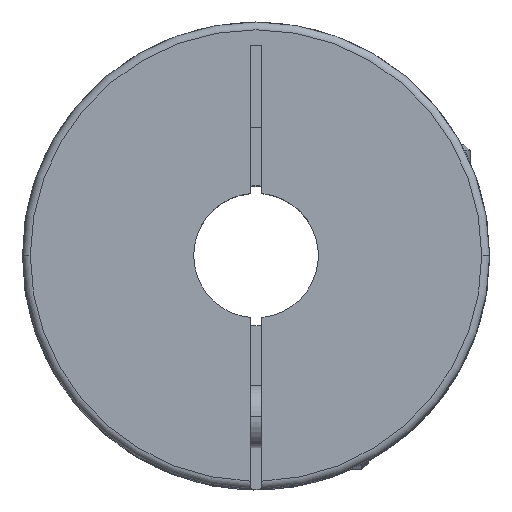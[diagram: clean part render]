
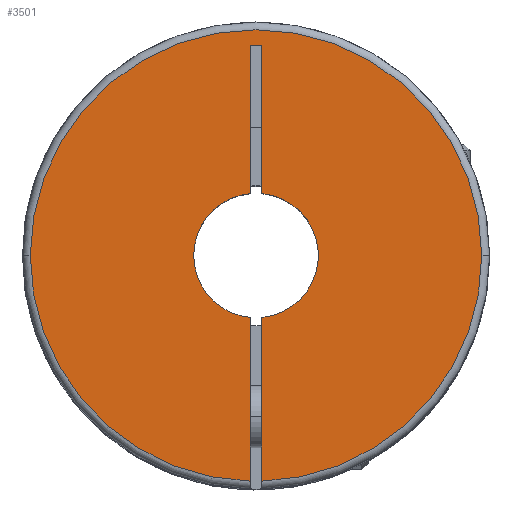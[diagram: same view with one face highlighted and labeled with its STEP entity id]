
A CAD part, top view. The second image highlights one B-rep face of the part: STEP entity #3501.
In plain terms, the highlighted planar face has unit normal (0, 0, 1).
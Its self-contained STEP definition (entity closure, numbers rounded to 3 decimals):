
#32 = DIRECTION ( 'NONE',  ( 0., 0., -1. ) ) ;
#44 = ORIENTED_EDGE ( 'NONE', *, *, #2979, .F. ) ;
#98 = DIRECTION ( 'NONE',  ( 0., 1., 0. ) ) ;
#162 = CARTESIAN_POINT ( 'NONE',  ( -0.75, 27., 0. ) ) ;
#180 = CARTESIAN_POINT ( 'NONE',  ( 0., 0., 0. ) ) ;
#181 = VERTEX_POINT ( 'NONE', #536 ) ;
#186 = CARTESIAN_POINT ( 'NONE',  ( -8., 0., 0. ) ) ;
#208 = AXIS2_PLACEMENT_3D ( 'NONE', #223, #3274, #1738 ) ;
#223 = CARTESIAN_POINT ( 'NONE',  ( 0., 0., 0. ) ) ;
#365 = DIRECTION ( 'NONE',  ( -1., 0., 0. ) ) ;
#415 = DIRECTION ( 'NONE',  ( 0., 1., 0. ) ) ;
#441 = VERTEX_POINT ( 'NONE', #491 ) ;
#444 = VERTEX_POINT ( 'NONE', #186 ) ;
#476 = VERTEX_POINT ( 'NONE', #2317 ) ;
#491 = CARTESIAN_POINT ( 'NONE',  ( 0.75, -7.965, 0. ) ) ;
#524 = ORIENTED_EDGE ( 'NONE', *, *, #2325, .T. ) ;
#536 = CARTESIAN_POINT ( 'NONE',  ( 0.75, -28.99, 0. ) ) ;
#541 = DIRECTION ( 'NONE',  ( 0., 0., -1. ) ) ;
#565 = VERTEX_POINT ( 'NONE', #2126 ) ;
#588 = CARTESIAN_POINT ( 'NONE',  ( -0.75, 27., 0. ) ) ;
#595 = VECTOR ( 'NONE', #415, 1000. ) ;
#609 = VECTOR ( 'NONE', #1277, 1000. ) ;
#657 = CIRCLE ( 'NONE', #3759, 29. ) ;
#681 = CIRCLE ( 'NONE', #3528, 29. ) ;
#780 = CARTESIAN_POINT ( 'NONE',  ( 0.75, 7.965, 0. ) ) ;
#782 = CIRCLE ( 'NONE', #1871, 8. ) ;
#787 = LINE ( 'NONE', #162, #2085 ) ;
#846 = CARTESIAN_POINT ( 'NONE',  ( 0.75, 27., 0. ) ) ;
#869 = AXIS2_PLACEMENT_3D ( 'NONE', #2697, #1183, #3934 ) ;
#938 = CARTESIAN_POINT ( 'NONE',  ( 0.75, 27., 0. ) ) ;
#972 = VECTOR ( 'NONE', #98, 1000. ) ;
#974 = CARTESIAN_POINT ( 'NONE',  ( 0., 0., 0. ) ) ;
#1028 = CARTESIAN_POINT ( 'NONE',  ( -0.75, -28.99, 0. ) ) ;
#1168 = DIRECTION ( 'NONE',  ( -1., 0., 0. ) ) ;
#1174 = EDGE_CURVE ( 'NONE', #1955, #181, #657, .T. ) ;
#1183 = DIRECTION ( 'NONE',  ( 0., 0., -1. ) ) ;
#1275 = VERTEX_POINT ( 'NONE', #780 ) ;
#1277 = DIRECTION ( 'NONE',  ( -1., 0., 0. ) ) ;
#1283 = CARTESIAN_POINT ( 'NONE',  ( 0.75, -30., 0. ) ) ;
#1322 = LINE ( 'NONE', #2514, #2413 ) ;
#1500 = PLANE ( 'NONE',  #208 ) ;
#1583 = DIRECTION ( 'NONE',  ( 0., 0., -1. ) ) ;
#1590 = EDGE_CURVE ( 'NONE', #1824, #476, #1322, .T. ) ;
#1638 = LINE ( 'NONE', #3821, #972 ) ;
#1670 = DIRECTION ( 'NONE',  ( -1., 0., 0. ) ) ;
#1709 = ORIENTED_EDGE ( 'NONE', *, *, #1590, .F. ) ;
#1738 = DIRECTION ( 'NONE',  ( 0., -1., 0. ) ) ;
#1745 = DIRECTION ( 'NONE',  ( 0., 0., -1. ) ) ;
#1778 = EDGE_LOOP ( 'NONE', ( #2225, #2542, #2034, #2952, #1709, #2231, #3094, #524, #1859, #2220, #44 ) ) ;
#1799 = FACE_OUTER_BOUND ( 'NONE', #1778, .T. ) ;
#1824 = VERTEX_POINT ( 'NONE', #588 ) ;
#1859 = ORIENTED_EDGE ( 'NONE', *, *, #3686, .F. ) ;
#1871 = AXIS2_PLACEMENT_3D ( 'NONE', #180, #3881, #3033 ) ;
#1955 = VERTEX_POINT ( 'NONE', #3806 ) ;
#1965 = AXIS2_PLACEMENT_3D ( 'NONE', #2299, #1745, #1670 ) ;
#2033 = CIRCLE ( 'NONE', #869, 29. ) ;
#2034 = ORIENTED_EDGE ( 'NONE', *, *, #2646, .T. ) ;
#2077 = CARTESIAN_POINT ( 'NONE',  ( 0., 0., 0. ) ) ;
#2085 = VECTOR ( 'NONE', #2886, 1000. ) ;
#2126 = CARTESIAN_POINT ( 'NONE',  ( -29., 0., 0. ) ) ;
#2220 = ORIENTED_EDGE ( 'NONE', *, *, #1174, .F. ) ;
#2225 = ORIENTED_EDGE ( 'NONE', *, *, #2809, .F. ) ;
#2231 = ORIENTED_EDGE ( 'NONE', *, *, #2904, .F. ) ;
#2239 = CARTESIAN_POINT ( 'NONE',  ( 0., 0., 0. ) ) ;
#2299 = CARTESIAN_POINT ( 'NONE',  ( 0., 0., 0. ) ) ;
#2304 = VERTEX_POINT ( 'NONE', #1028 ) ;
#2314 = EDGE_CURVE ( 'NONE', #1275, #3486, #1638, .T. ) ;
#2317 = CARTESIAN_POINT ( 'NONE',  ( -0.75, 7.965, 0. ) ) ;
#2325 = EDGE_CURVE ( 'NONE', #1275, #441, #782, .T. ) ;
#2352 = VERTEX_POINT ( 'NONE', #3314 ) ;
#2413 = VECTOR ( 'NONE', #2877, 1000. ) ;
#2437 = EDGE_CURVE ( 'NONE', #444, #476, #2588, .T. ) ;
#2514 = CARTESIAN_POINT ( 'NONE',  ( -0.75, 27., 0. ) ) ;
#2542 = ORIENTED_EDGE ( 'NONE', *, *, #3362, .F. ) ;
#2580 = LINE ( 'NONE', #1283, #595 ) ;
#2588 = CIRCLE ( 'NONE', #2910, 8. ) ;
#2646 = EDGE_CURVE ( 'NONE', #2352, #444, #2681, .T. ) ;
#2681 = CIRCLE ( 'NONE', #1965, 8. ) ;
#2697 = CARTESIAN_POINT ( 'NONE',  ( 0., 0., 0. ) ) ;
#2809 = EDGE_CURVE ( 'NONE', #2304, #565, #2033, .T. ) ;
#2877 = DIRECTION ( 'NONE',  ( 0., -1., 0. ) ) ;
#2886 = DIRECTION ( 'NONE',  ( 0., -1., 0. ) ) ;
#2904 = EDGE_CURVE ( 'NONE', #3486, #1824, #3632, .T. ) ;
#2910 = AXIS2_PLACEMENT_3D ( 'NONE', #2077, #541, #1168 ) ;
#2952 = ORIENTED_EDGE ( 'NONE', *, *, #2437, .T. ) ;
#2979 = EDGE_CURVE ( 'NONE', #565, #1955, #681, .T. ) ;
#3033 = DIRECTION ( 'NONE',  ( -1., 0., 0. ) ) ;
#3094 = ORIENTED_EDGE ( 'NONE', *, *, #2314, .F. ) ;
#3274 = DIRECTION ( 'NONE',  ( 0., 0., -1. ) ) ;
#3314 = CARTESIAN_POINT ( 'NONE',  ( -0.75, -7.965, 0. ) ) ;
#3362 = EDGE_CURVE ( 'NONE', #2352, #2304, #787, .T. ) ;
#3431 = DIRECTION ( 'NONE',  ( -1., 0., 0. ) ) ;
#3486 = VERTEX_POINT ( 'NONE', #846 ) ;
#3501 = ADVANCED_FACE ( 'NONE', ( #1799 ), #1500, .F. ) ;
#3528 = AXIS2_PLACEMENT_3D ( 'NONE', #974, #1583, #365 ) ;
#3632 = LINE ( 'NONE', #938, #609 ) ;
#3686 = EDGE_CURVE ( 'NONE', #181, #441, #2580, .T. ) ;
#3759 = AXIS2_PLACEMENT_3D ( 'NONE', #2239, #32, #3431 ) ;
#3806 = CARTESIAN_POINT ( 'NONE',  ( 29., 0., 0. ) ) ;
#3821 = CARTESIAN_POINT ( 'NONE',  ( 0.75, -30., 0. ) ) ;
#3881 = DIRECTION ( 'NONE',  ( 0., 0., -1. ) ) ;
#3934 = DIRECTION ( 'NONE',  ( -1., 0., 0. ) ) ;
